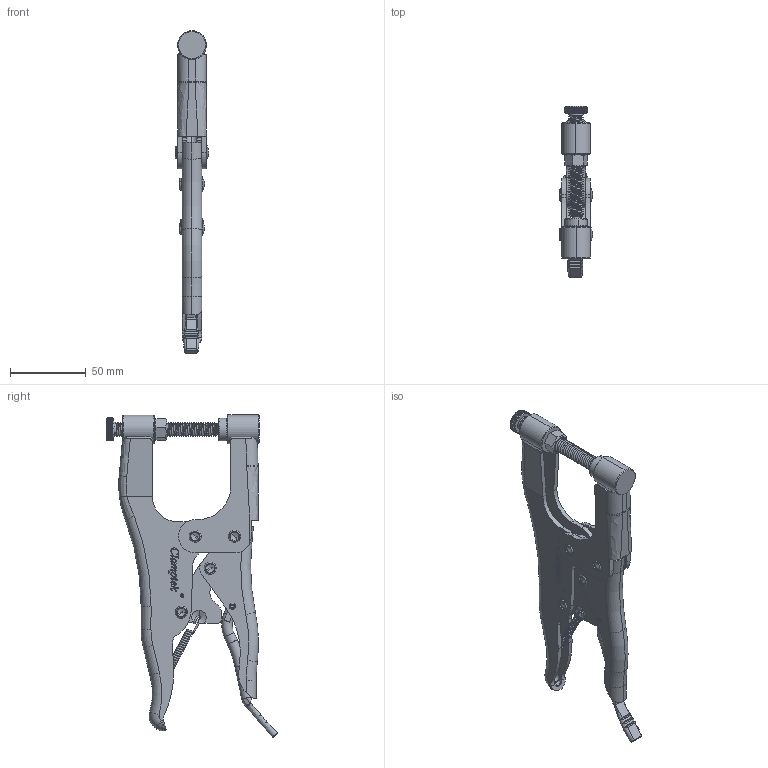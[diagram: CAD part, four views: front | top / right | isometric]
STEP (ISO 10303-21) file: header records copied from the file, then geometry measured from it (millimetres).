
FILE_DESCRIPTION (( 'STEP AP203' ), '1' );
FILE_NAME ('CH-51020.STEP', '2010-06-09T06:38:46', ( '微软用户' ), ( '微软中国' ), 'SwSTEP 2.0', 'SolidWorks 2008', '' );
FILE_SCHEMA (( 'CONFIG_CONTROL_DESIGN' ));
Length unit declared in the file: millimetre
Products named in the file (14): CH-51020; CH-51020-01 SUPPORT_默认<按加工>; 3-8-16 NUT_默认; CH-51020-11_默认; CH-51020-06_默认; CH-51020-09_默认; CH-51020-12_默认; CH-51020-04 LABOR-SAVING HANDLE_默认; CH-51020-08_默认; CH-51020-07_默认; CH-51020-02 BAR_默认<按加工>; CH-51020-10_默认; CH-51020-05 CONNECTING-PLATE_默认; CH-51020-03 HANDLE_默认
Assembly tree (15 placements, depth 2):
  CH-51020
    CH-51020-09_默认
    CH-51020-01 SUPPORT_默认<按加工>
    CH-51020-11_默认  x2
    CH-51020-10_默认
    CH-51020-06_默认  x2
    CH-51020-05 CONNECTING-PLATE_默认
    CH-51020-12_默认
    CH-51020-07_默认
    CH-51020-02 BAR_默认<按加工>
    CH-51020-04 LABOR-SAVING HANDLE_默认
    CH-51020-03 HANDLE_默认
    CH-51020-08_默认
    3-8-16 NUT_默认
Bounding box: 22 x 112.51 x 212.8 mm (x, y, z)
Volume: 85685.1 mm3; surface area: 63197.6 mm2
Topology: 22 solids, 22 shells, 1247 faces, 3233 edges, 2043 vertices
Faces by surface type: plane 594, cylinder 276, bspline 251, torus 62, cone 58, sphere 6
Entity records: 61432 total; most frequent: CARTESIAN_POINT 31566, ORIENTED_EDGE 6282, DIRECTION 5368, EDGE_CURVE 3141, VERTEX_POINT 1999, AXIS2_PLACEMENT_3D 1888, VECTOR 1592, LINE 1592
